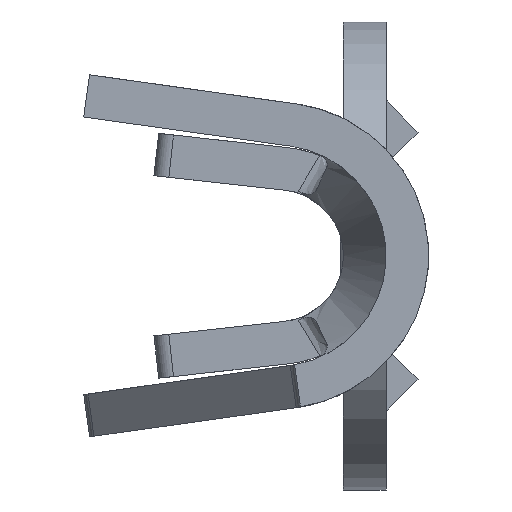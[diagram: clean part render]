
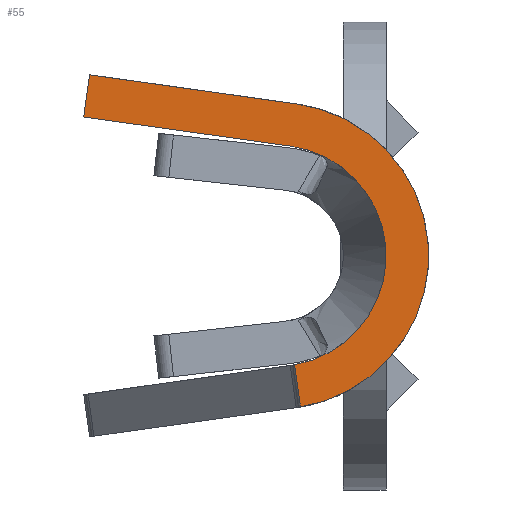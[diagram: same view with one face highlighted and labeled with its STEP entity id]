
A CAD part, left-side view. The second image highlights one B-rep face of the part: STEP entity #55.
In plain terms, the highlighted planar face has unit normal (-1, 0, 0).
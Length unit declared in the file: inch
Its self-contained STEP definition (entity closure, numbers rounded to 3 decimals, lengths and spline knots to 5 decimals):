
#55 = ADVANCED_FACE ( 'NONE', ( #974 ), #2935, .F. ) ;
#174 = ORIENTED_EDGE ( 'NONE', *, *, #1036, .T. ) ;
#356 = CARTESIAN_POINT ( 'NONE',  ( -0.385, 0.05023, 0.00025 ) ) ;
#402 = LINE ( 'NONE', #2352, #950 ) ;
#501 = DIRECTION ( 'NONE',  ( 1., 0., 0. ) ) ;
#699 = LINE ( 'NONE', #2648, #1468 ) ;
#950 = VECTOR ( 'NONE', #4301, 39.37008 ) ;
#974 = FACE_OUTER_BOUND ( 'NONE', #5535, .T. ) ;
#1036 = EDGE_CURVE ( 'NONE', #5945, #3751, #4738, .T. ) ;
#1179 = DIRECTION ( 'NONE',  ( 0., 0., -1. ) ) ;
#1468 = VECTOR ( 'NONE', #4598, 39.37008 ) ;
#1533 = EDGE_CURVE ( 'NONE', #5045, #2326, #402, .T. ) ;
#1573 = EDGE_CURVE ( 'NONE', #2326, #3373, #4371, .T. ) ;
#1726 = CARTESIAN_POINT ( 'NONE',  ( -0.385, 0.04298, -0.05121 ) ) ;
#1782 = AXIS2_PLACEMENT_3D ( 'NONE', #3619, #5563, #1179 ) ;
#1936 = DIRECTION ( 'NONE',  ( 0., -0.14, 0.99 ) ) ;
#2125 = CIRCLE ( 'NONE', #5689, 0.072 ) ;
#2286 = CARTESIAN_POINT ( 'NONE',  ( -0.385, 0.04019, -0.07102 ) ) ;
#2305 = DIRECTION ( 'NONE',  ( 0., -0.14, -0.99 ) ) ;
#2326 = VERTEX_POINT ( 'NONE', #3707 ) ;
#2352 = CARTESIAN_POINT ( 'NONE',  ( -0.385, 0.04474, 0.05149 ) ) ;
#2447 = DIRECTION ( 'NONE',  ( 0., 0., -1. ) ) ;
#2593 = VECTOR ( 'NONE', #1936, 39.37008 ) ;
#2648 = CARTESIAN_POINT ( 'NONE',  ( -0.385, 0.04195, 0.0713 ) ) ;
#2653 = EDGE_CURVE ( 'NONE', #3373, #4094, #699, .T. ) ;
#2822 = VECTOR ( 'NONE', #2305, 39.37008 ) ;
#2848 = DIRECTION ( 'NONE',  ( 1., 0., 0. ) ) ;
#2935 = PLANE ( 'NONE',  #4482 ) ;
#3264 = ORIENTED_EDGE ( 'NONE', *, *, #6079, .F. ) ;
#3373 = VERTEX_POINT ( 'NONE', #4197 ) ;
#3490 = ORIENTED_EDGE ( 'NONE', *, *, #1533, .F. ) ;
#3592 = CARTESIAN_POINT ( 'NONE',  ( -0.385, 0.04195, 0.0713 ) ) ;
#3619 = CARTESIAN_POINT ( 'NONE',  ( -0.385, 0.052, 0. ) ) ;
#3707 = CARTESIAN_POINT ( 'NONE',  ( -0.385, 0.142, 0.0652 ) ) ;
#3751 = VERTEX_POINT ( 'NONE', #2286 ) ;
#4094 = VERTEX_POINT ( 'NONE', #3592 ) ;
#4125 = EDGE_CURVE ( 'NONE', #5945, #5045, #4558, .T. ) ;
#4170 = ORIENTED_EDGE ( 'NONE', *, *, #1573, .F. ) ;
#4197 = CARTESIAN_POINT ( 'NONE',  ( -0.385, 0.13921, 0.085 ) ) ;
#4301 = DIRECTION ( 'NONE',  ( 0., 0.99, 0.14 ) ) ;
#4371 = LINE ( 'NONE', #6321, #2593 ) ;
#4482 = AXIS2_PLACEMENT_3D ( 'NONE', #4886, #501, #2447 ) ;
#4558 = CIRCLE ( 'NONE', #1782, 0.052 ) ;
#4598 = DIRECTION ( 'NONE',  ( 0., -0.99, -0.14 ) ) ;
#4738 = LINE ( 'NONE', #356, #2822 ) ;
#4799 = DIRECTION ( 'NONE',  ( 0., 0., -1. ) ) ;
#4886 = CARTESIAN_POINT ( 'NONE',  ( -0.385, 0.052, 0. ) ) ;
#5045 = VERTEX_POINT ( 'NONE', #6024 ) ;
#5535 = EDGE_LOOP ( 'NONE', ( #6099, #174, #3264, #6287, #4170, #3490 ) ) ;
#5563 = DIRECTION ( 'NONE',  ( -1., 0., 0. ) ) ;
#5689 = AXIS2_PLACEMENT_3D ( 'NONE', #5749, #2848, #4799 ) ;
#5749 = CARTESIAN_POINT ( 'NONE',  ( -0.385, 0.052, 0. ) ) ;
#5945 = VERTEX_POINT ( 'NONE', #1726 ) ;
#6024 = CARTESIAN_POINT ( 'NONE',  ( -0.385, 0.04474, 0.05149 ) ) ;
#6079 = EDGE_CURVE ( 'NONE', #4094, #3751, #2125, .T. ) ;
#6099 = ORIENTED_EDGE ( 'NONE', *, *, #4125, .F. ) ;
#6287 = ORIENTED_EDGE ( 'NONE', *, *, #2653, .F. ) ;
#6321 = CARTESIAN_POINT ( 'NONE',  ( -0.385, 0.142, 0.0652 ) ) ;
